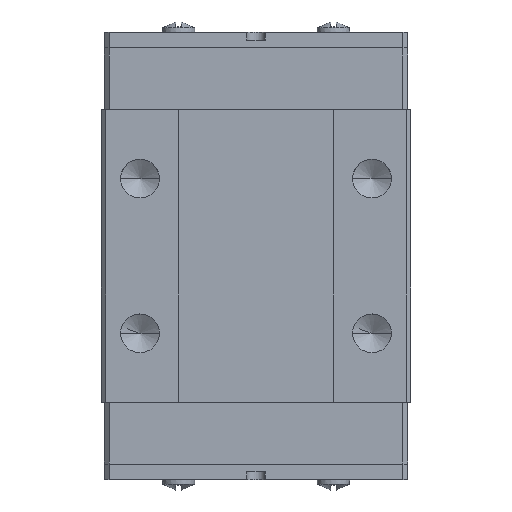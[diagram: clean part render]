
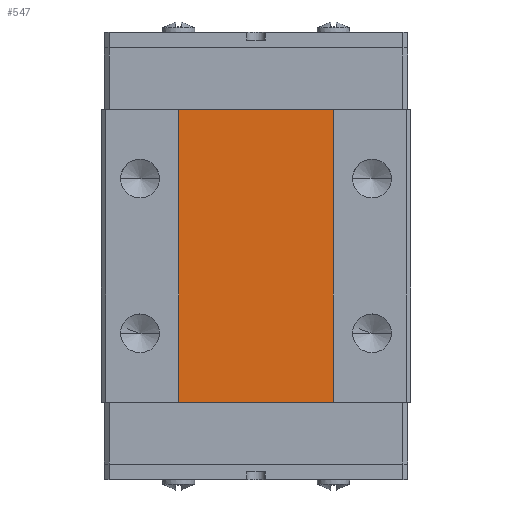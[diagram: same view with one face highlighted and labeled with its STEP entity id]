
A CAD part, top view. The second image highlights one B-rep face of the part: STEP entity #547.
In plain terms, the highlighted planar face has unit normal (0, 0, 1).
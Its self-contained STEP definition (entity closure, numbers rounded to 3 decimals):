
#547=ADVANCED_FACE('',(#1155),#1156,.T.);
#1155=FACE_OUTER_BOUND('',#1823,.T.);
#1156=PLANE('',#1824);
#1823=EDGE_LOOP('',(#3451,#3452,#3453,#3454));
#1824=AXIS2_PLACEMENT_3D('',#3455,#3456,#3457);
#3451=ORIENTED_EDGE('',*,*,#4620,.F.);
#3452=ORIENTED_EDGE('',*,*,#4621,.F.);
#3453=ORIENTED_EDGE('',*,*,#4622,.F.);
#3454=ORIENTED_EDGE('',*,*,#4623,.F.);
#3455=CARTESIAN_POINT('',(0.0,14.451,9.85));
#3456=DIRECTION('',(0.0,0.0,1.0));
#3457=DIRECTION('',(1.0,0.0,0.0));
#4620=EDGE_CURVE('',#5723,#5724,#5725,.T.);
#4621=EDGE_CURVE('',#5726,#5723,#5727,.T.);
#4622=EDGE_CURVE('',#5728,#5726,#5729,.T.);
#4623=EDGE_CURVE('',#5724,#5728,#5730,.T.);
#5723=VERTEX_POINT('',#7692);
#5724=VERTEX_POINT('',#7693);
#5725=LINE('',#7694,#7695);
#5726=VERTEX_POINT('',#7696);
#5727=LINE('',#7697,#7698);
#5728=VERTEX_POINT('',#7699);
#5729=LINE('',#7700,#7701);
#5730=LINE('',#7702,#7703);
#7692=CARTESIAN_POINT('',(5.0,23.901,9.85));
#7693=CARTESIAN_POINT('',(5.0,5.001,9.85));
#7694=CARTESIAN_POINT('',(5.0,14.451,9.85));
#7695=VECTOR('',#8562,1.0);
#7696=CARTESIAN_POINT('',(-5.0,23.901,9.85));
#7697=CARTESIAN_POINT('',(0.,23.901,9.85));
#7698=VECTOR('',#8563,1.0);
#7699=CARTESIAN_POINT('',(-5.0,5.001,9.85));
#7700=CARTESIAN_POINT('',(-5.0,14.451,9.85));
#7701=VECTOR('',#8564,1.0);
#7702=CARTESIAN_POINT('',(0.0,5.001,9.85));
#7703=VECTOR('',#8565,1.0);
#8562=DIRECTION('',(0.0,-1.0,0.0));
#8563=DIRECTION('',(1.0,0.0,-0.0));
#8564=DIRECTION('',(0.0,1.0,0.0));
#8565=DIRECTION('',(-1.0,0.0,0.0));
